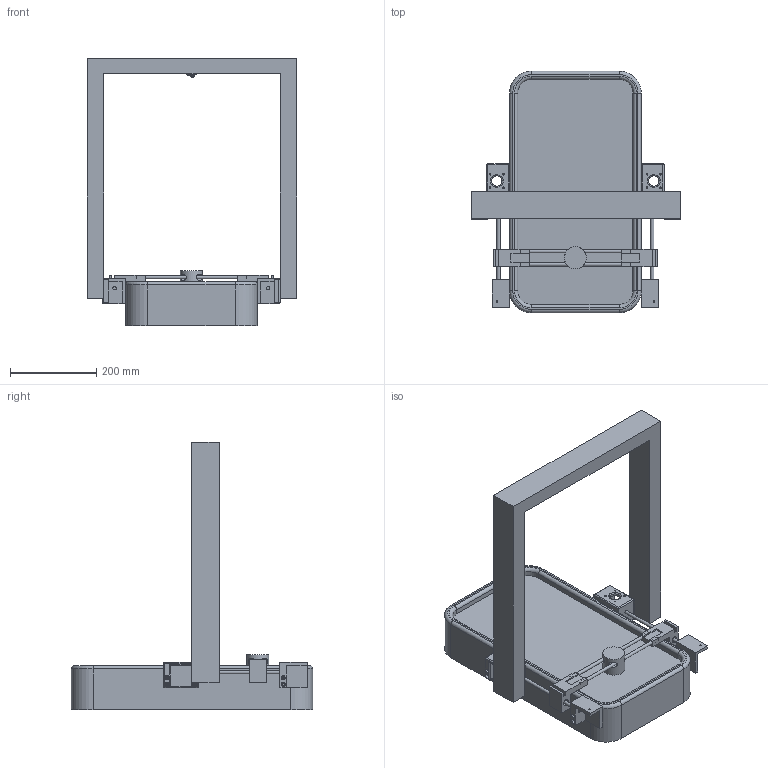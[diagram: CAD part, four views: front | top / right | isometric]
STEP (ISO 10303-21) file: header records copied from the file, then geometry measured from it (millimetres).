
FILE_DESCRIPTION(/* description */ (''),/* implementation_level */ '2;1');
FILE_NAME(/* name */ 'LAYOUT, FULL TABLE.stp',/* time_stamp */ '2025-05-02T20:06:09-07:00',/* author */ (''),/* organization */ (''),/* preprocessor_version */ 'ST-DEVELOPER v20',/* originating_system */ 'SIEMENS PLM Software NX2312.6001',/* authorisation */ '');
FILE_SCHEMA (('AUTOMOTIVE_DESIGN { 1 0 10303 214 3 1 1 1 }'));
Length unit declared in the file: inch
Products named in the file (1): LAYOUT, FULL TABLE
Bounding box: 483.65 x 558.8 x 618 mm (x, y, z)
Volume: 18650954.5 mm3; surface area: 1012496.7 mm2
Topology: 14 solids, 14 shells, 434 faces, 1728 edges, 1390 vertices
Faces by surface type: plane 271, cylinder 119, bspline 17, sphere 13, torus 10, cone 4
Full cylindrical faces by diameter (mm): 1.5 x1, 2 x4, 3.5 x8, 3.81 x2, 5.08 x12, 6 x1, 6.25 x1, 7.25 x1, 8 x12, 9.525 x12, 15 x4, 24 x2, 50.8 x1
Entity records: 20189 total; most frequent: CARTESIAN_POINT 6433, ORIENTED_EDGE 3254, DIRECTION 1815, EDGE_CURVE 1627, VERTEX_POINT 1365, B_SPLINE_CURVE_WITH_KNOTS 883, AXIS2_PLACEMENT_3D 661, EDGE_LOOP 648
